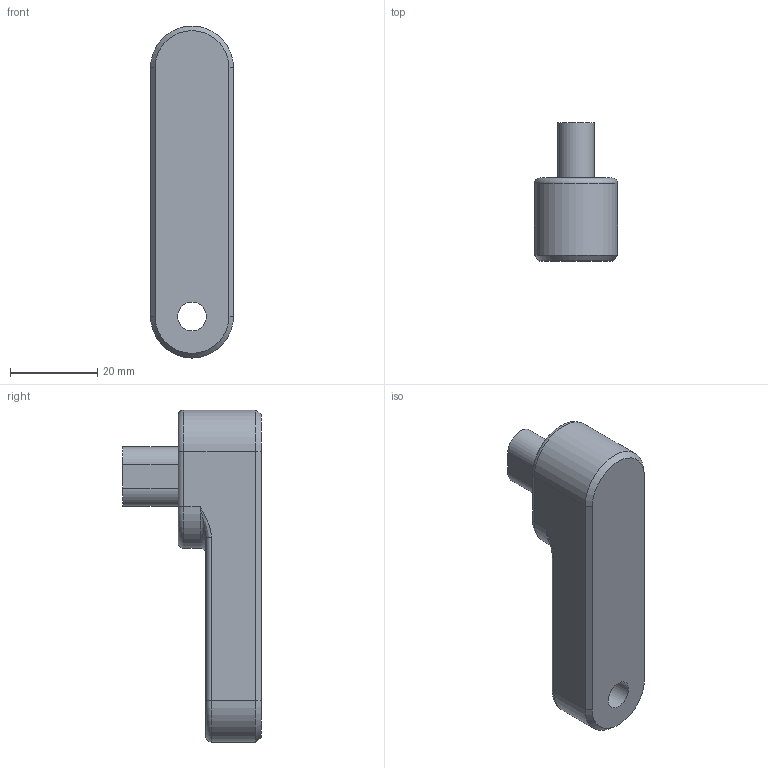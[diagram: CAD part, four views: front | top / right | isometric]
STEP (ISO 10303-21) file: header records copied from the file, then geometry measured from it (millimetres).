
FILE_DESCRIPTION(/* description */ (''),/* implementation_level */ '2;1');
FILE_NAME(/* name */ '19_front_panel_blackout.stp',/* time_stamp */ '2022-04-27T09:22:36-04:00',/* author */ (''),/* organization */ (''),/* preprocessor_version */ 'ST-DEVELOPER v18.102',/* originating_system */ 'SIEMENS PLM Software NX 2023',/* authorisation */ '');
FILE_SCHEMA (('AP203_CONFIGURATION_CONTROLLED_3D_DESIGN_OF_MECHANICAL_PARTS_AND_ASSEMBLIES_MIM_LF { 1 0 10303 403 2 1 2}'));
Length unit declared in the file: inch
Products named in the file (1): BOX_design_for_file_export_objects
Bounding box: 19.05 x 31.75 x 76.2 mm (x, y, z)
Volume: 21452.7 mm3; surface area: 5925.2 mm2
Topology: 1 solids, 1 shells, 28 faces, 63 edges, 36 vertices
Faces by surface type: plane 10, cylinder 10, torus 4, cone 2, bspline 2
Full cylindrical faces by diameter (mm): 6.604 x1
Entity records: 884 total; most frequent: CARTESIAN_POINT 179, DIRECTION 136, ORIENTED_EDGE 120, EDGE_CURVE 60, AXIS2_PLACEMENT_3D 53, VERTEX_POINT 36, EDGE_LOOP 32, LINE 30
